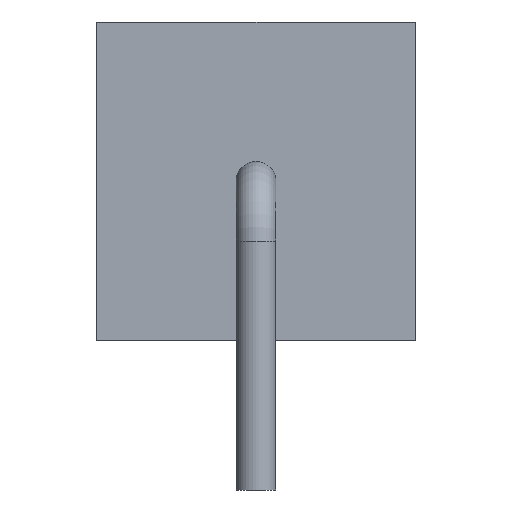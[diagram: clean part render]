
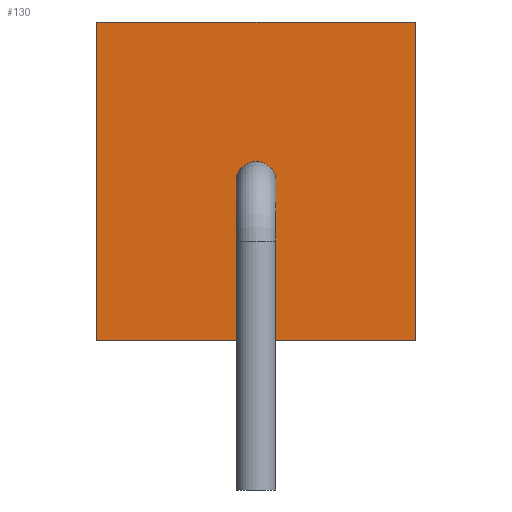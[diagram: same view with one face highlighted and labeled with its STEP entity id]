
A CAD part, left-side view. The second image highlights one B-rep face of the part: STEP entity #130.
In plain terms, the highlighted planar face has unit normal (-1, 0, 0).
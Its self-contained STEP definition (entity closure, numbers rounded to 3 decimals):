
#33 = VERTEX_POINT('',#34);
#34 = CARTESIAN_POINT('',(1.2,-3.2,0.));
#51 = VERTEX_POINT('',#52);
#52 = CARTESIAN_POINT('',(1.2,3.2,0.));
#58 = EDGE_CURVE('',#33,#51,#59,.T.);
#59 = LINE('',#60,#61);
#60 = CARTESIAN_POINT('',(1.2,-3.2,0.));
#61 = VECTOR('',#62,1.);
#62 = DIRECTION('',(0.,1.,0.));
#73 = VERTEX_POINT('',#74);
#74 = CARTESIAN_POINT('',(1.2,-3.2,6.4));
#89 = EDGE_CURVE('',#73,#33,#90,.T.);
#90 = LINE('',#91,#92);
#91 = CARTESIAN_POINT('',(1.2,-3.2,6.4));
#92 = VECTOR('',#93,1.);
#93 = DIRECTION('',(0.,0.,-1.));
#113 = VERTEX_POINT('',#114);
#114 = CARTESIAN_POINT('',(1.2,3.2,6.4));
#120 = EDGE_CURVE('',#51,#113,#121,.T.);
#121 = LINE('',#122,#123);
#122 = CARTESIAN_POINT('',(1.2,3.2,0.));
#123 = VECTOR('',#124,1.);
#124 = DIRECTION('',(0.,0.,1.));
#130 = ADVANCED_FACE('',(#131,#142),#153,.T.);
#131 = FACE_BOUND('',#132,.T.);
#132 = EDGE_LOOP('',(#133,#134,#135,#141));
#133 = ORIENTED_EDGE('',*,*,#58,.F.);
#134 = ORIENTED_EDGE('',*,*,#89,.F.);
#135 = ORIENTED_EDGE('',*,*,#136,.F.);
#136 = EDGE_CURVE('',#113,#73,#137,.T.);
#137 = LINE('',#138,#139);
#138 = CARTESIAN_POINT('',(1.2,3.2,6.4));
#139 = VECTOR('',#140,1.);
#140 = DIRECTION('',(0.,-1.,0.));
#141 = ORIENTED_EDGE('',*,*,#120,.F.);
#142 = FACE_BOUND('',#143,.T.);
#143 = EDGE_LOOP('',(#144));
#144 = ORIENTED_EDGE('',*,*,#145,.F.);
#145 = EDGE_CURVE('',#146,#146,#148,.T.);
#146 = VERTEX_POINT('',#147);
#147 = CARTESIAN_POINT('',(1.2,0.,2.8));
#148 = CIRCLE('',#149,0.4);
#149 = AXIS2_PLACEMENT_3D('',#150,#151,#152);
#150 = CARTESIAN_POINT('',(1.2,0.,3.2));
#151 = DIRECTION('',(-1.,0.,0.));
#152 = DIRECTION('',(0.,0.,1.));
#153 = PLANE('',#154);
#154 = AXIS2_PLACEMENT_3D('',#155,#156,#157);
#155 = CARTESIAN_POINT('',(1.2,-3.2,0.));
#156 = DIRECTION('',(-1.,0.,0.));
#157 = DIRECTION('',(0.,0.,-1.));
